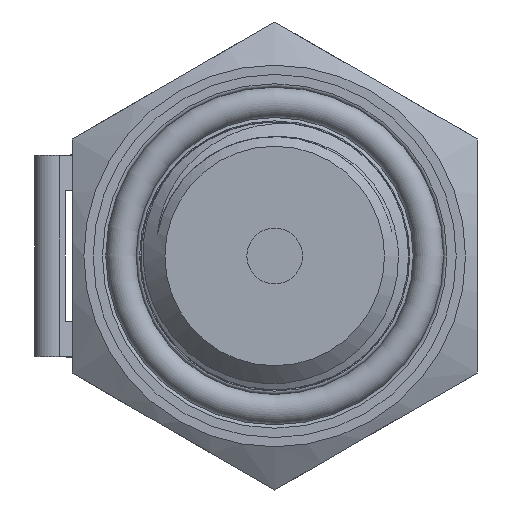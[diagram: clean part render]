
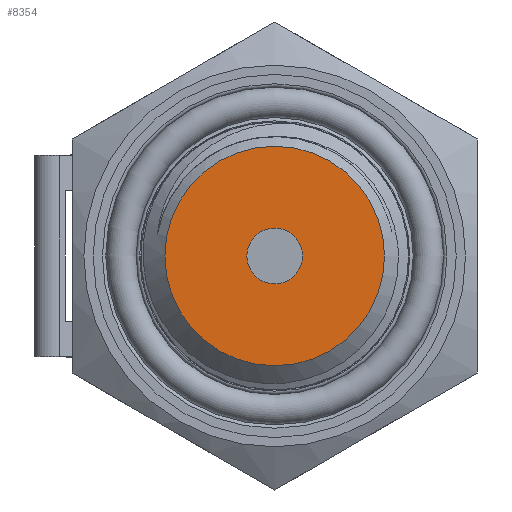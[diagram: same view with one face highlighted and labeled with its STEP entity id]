
A CAD part, left-side view. The second image highlights one B-rep face of the part: STEP entity #8354.
In plain terms, the highlighted planar face has unit normal (-1, 0, 0).
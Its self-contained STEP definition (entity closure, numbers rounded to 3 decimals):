
#404=FACE_BOUND('',#1406,.T.);
#470=PLANE('',#8800);
#896=FACE_OUTER_BOUND('',#1405,.T.);
#1405=EDGE_LOOP('',(#7131));
#1406=EDGE_LOOP('',(#7132));
#1717=CIRCLE('',#8769,6.5);
#1732=CIRCLE('',#8799,1.65);
#3950=VERTEX_POINT('',#21519);
#3962=VERTEX_POINT('',#22234);
#5041=EDGE_CURVE('',#3950,#3950,#1717,.T.);
#5064=EDGE_CURVE('',#3962,#3962,#1732,.T.);
#7131=ORIENTED_EDGE('',*,*,#5041,.T.);
#7132=ORIENTED_EDGE('',*,*,#5064,.T.);
#8354=ADVANCED_FACE('',(#896,#404),#470,.T.);
#8769=AXIS2_PLACEMENT_3D('',#21521,#9850,#9851);
#8799=AXIS2_PLACEMENT_3D('',#22235,#9918,#9919);
#8800=AXIS2_PLACEMENT_3D('',#22237,#9921,#9922);
#9850=DIRECTION('center_axis',(-1.,0.,0.));
#9851=DIRECTION('ref_axis',(0.,1.,0.));
#9918=DIRECTION('center_axis',(1.,0.,0.));
#9919=DIRECTION('ref_axis',(0.,0.,-1.));
#9921=DIRECTION('center_axis',(-1.,0.,0.));
#9922=DIRECTION('ref_axis',(0.,0.,1.));
#21519=CARTESIAN_POINT('',(0.,-6.5,0.));
#21521=CARTESIAN_POINT('Origin',(0.,0.,0.));
#22234=CARTESIAN_POINT('',(0.,-1.65,0.));
#22235=CARTESIAN_POINT('Origin',(0.,0.,0.));
#22237=CARTESIAN_POINT('Origin',(0.,8.,0.));
